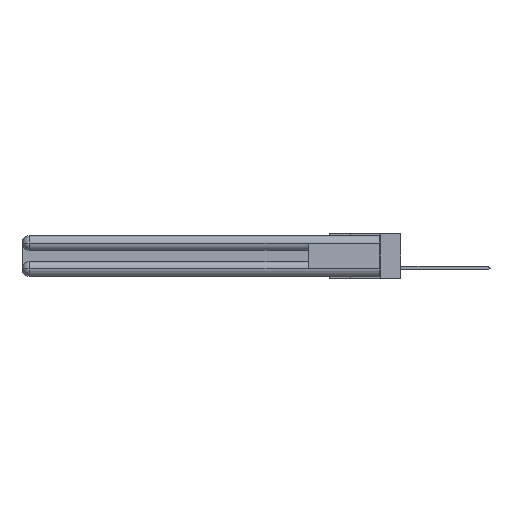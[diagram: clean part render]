
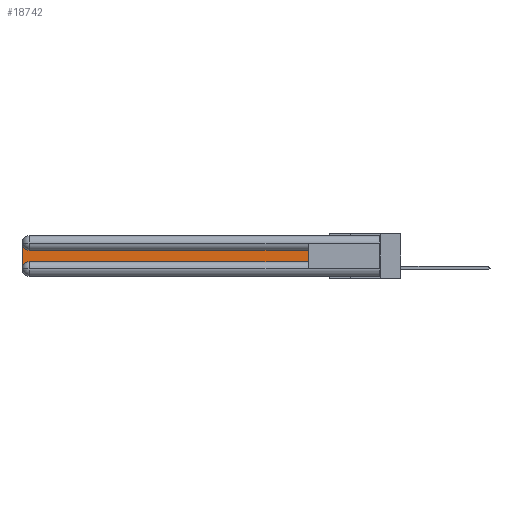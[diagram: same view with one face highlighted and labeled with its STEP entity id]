
A CAD part, left-side view. The second image highlights one B-rep face of the part: STEP entity #18742.
In plain terms, the highlighted planar face has unit normal (-1, 0, 0).
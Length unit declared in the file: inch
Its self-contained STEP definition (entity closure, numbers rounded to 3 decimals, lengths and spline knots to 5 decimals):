
#2304 = CARTESIAN_POINT ( 'NONE',  ( 0.075, 3., -0.2775 ) ) ;
#2335 = CARTESIAN_POINT ( 'NONE',  ( 0.075, 0.6, -0.1225 ) ) ;
#2362 = DIRECTION ( 'NONE',  ( 1., 0., 0. ) ) ;
#2381 = CARTESIAN_POINT ( 'NONE',  ( 0.075, 2.94, -0.1225 ) ) ;
#2876 = VECTOR ( 'NONE', #13930, 39.37008 ) ;
#3663 = AXIS2_PLACEMENT_3D ( 'NONE', #18798, #28006, #4817 ) ;
#3928 = CARTESIAN_POINT ( 'NONE',  ( 0.075, 0.6, -0.1225 ) ) ;
#4695 = VECTOR ( 'NONE', #24249, 39.37008 ) ;
#4817 = DIRECTION ( 'NONE',  ( 0., 0., -1. ) ) ;
#5464 = EDGE_CURVE ( 'NONE', #23451, #16644, #10125, .T. ) ;
#5966 = CARTESIAN_POINT ( 'NONE',  ( 0.075, 3., -0.1225 ) ) ;
#6043 = ORIENTED_EDGE ( 'NONE', *, *, #26095, .T. ) ;
#7809 = DIRECTION ( 'NONE',  ( 1., 0., 0. ) ) ;
#8567 = CARTESIAN_POINT ( 'NONE',  ( 0.075, 2.94, -0.2175 ) ) ;
#9383 = EDGE_CURVE ( 'NONE', #29161, #25201, #29267, .T. ) ;
#9710 = CARTESIAN_POINT ( 'NONE',  ( 0.075, 2.94, -0.2775 ) ) ;
#9739 = LINE ( 'NONE', #11587, #2876 ) ;
#10125 = CIRCLE ( 'NONE', #24924, 0.06 ) ;
#10417 = DIRECTION ( 'NONE',  ( 0., 0., -1. ) ) ;
#11236 = ORIENTED_EDGE ( 'NONE', *, *, #5464, .T. ) ;
#11587 = CARTESIAN_POINT ( 'NONE',  ( 0.075, 0.6, -0.2175 ) ) ;
#13725 = DIRECTION ( 'NONE',  ( 0., 0., -1. ) ) ;
#13930 = DIRECTION ( 'NONE',  ( 0., 0., 1. ) ) ;
#14818 = EDGE_CURVE ( 'NONE', #16644, #21251, #21012, .T. ) ;
#15036 = EDGE_CURVE ( 'NONE', #21251, #29161, #9739, .T. ) ;
#15498 = CIRCLE ( 'NONE', #3663, 0.06 ) ;
#16644 = VERTEX_POINT ( 'NONE', #8567 ) ;
#18742 = ADVANCED_FACE ( 'NONE', ( #23800 ), #19636, .F. ) ;
#18798 = CARTESIAN_POINT ( 'NONE',  ( 0.075, 2.94, -0.0625 ) ) ;
#19636 = PLANE ( 'NONE',  #29430 ) ;
#19811 = VECTOR ( 'NONE', #13725, 39.37008 ) ;
#19816 = CARTESIAN_POINT ( 'NONE',  ( 0.075, 0.6, -0.2175 ) ) ;
#21012 = LINE ( 'NONE', #19816, #4695 ) ;
#21251 = VERTEX_POINT ( 'NONE', #29392 ) ;
#23002 = CARTESIAN_POINT ( 'NONE',  ( 0.075, 3., -0.2175 ) ) ;
#23451 = VERTEX_POINT ( 'NONE', #2304 ) ;
#23800 = FACE_OUTER_BOUND ( 'NONE', #26538, .T. ) ;
#24249 = DIRECTION ( 'NONE',  ( 0., -1., 0. ) ) ;
#24381 = ORIENTED_EDGE ( 'NONE', *, *, #9383, .T. ) ;
#24865 = VECTOR ( 'NONE', #27393, 39.37008 ) ;
#24924 = AXIS2_PLACEMENT_3D ( 'NONE', #9710, #2362, #25919 ) ;
#25155 = ORIENTED_EDGE ( 'NONE', *, *, #14818, .T. ) ;
#25201 = VERTEX_POINT ( 'NONE', #2381 ) ;
#25919 = DIRECTION ( 'NONE',  ( 0., 0., -1. ) ) ;
#26095 = EDGE_CURVE ( 'NONE', #27473, #23451, #29719, .T. ) ;
#26109 = EDGE_CURVE ( 'NONE', #25201, #27473, #15498, .T. ) ;
#26538 = EDGE_LOOP ( 'NONE', ( #24381, #27509, #6043, #11236, #25155, #29633 ) ) ;
#27393 = DIRECTION ( 'NONE',  ( 0., 1., 0. ) ) ;
#27473 = VERTEX_POINT ( 'NONE', #29373 ) ;
#27509 = ORIENTED_EDGE ( 'NONE', *, *, #26109, .T. ) ;
#28006 = DIRECTION ( 'NONE',  ( 1., 0., 0. ) ) ;
#29161 = VERTEX_POINT ( 'NONE', #2335 ) ;
#29267 = LINE ( 'NONE', #3928, #24865 ) ;
#29373 = CARTESIAN_POINT ( 'NONE',  ( 0.075, 3., -0.0625 ) ) ;
#29392 = CARTESIAN_POINT ( 'NONE',  ( 0.075, 0.6, -0.2175 ) ) ;
#29430 = AXIS2_PLACEMENT_3D ( 'NONE', #5966, #7809, #10417 ) ;
#29633 = ORIENTED_EDGE ( 'NONE', *, *, #15036, .T. ) ;
#29719 = LINE ( 'NONE', #23002, #19811 ) ;
